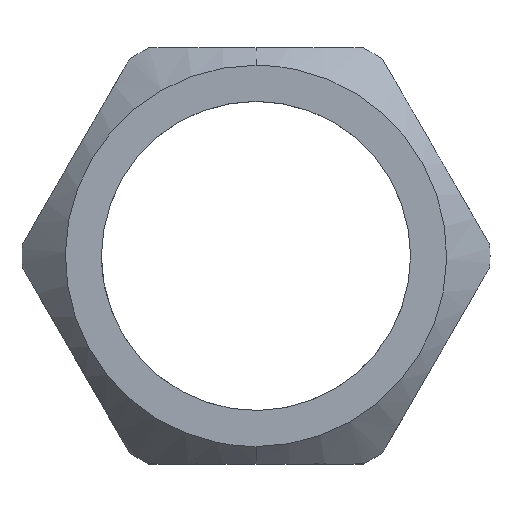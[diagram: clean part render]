
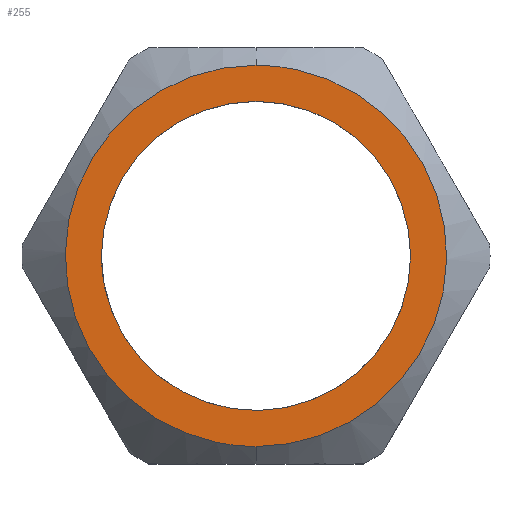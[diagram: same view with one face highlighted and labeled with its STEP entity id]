
A CAD part, top view. The second image highlights one B-rep face of the part: STEP entity #255.
In plain terms, the highlighted planar face has unit normal (0, 0, 1).
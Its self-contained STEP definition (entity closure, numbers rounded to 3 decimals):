
#184=AXIS2_PLACEMENT_3D('Plane Axis2P3D',#181,#182,#183) ;
#248=AXIS2_PLACEMENT_3D('Circle Axis2P3D',#246,#247,$) ;
#94=CARTESIAN_POINT('Control Point',(11.209,6.,2.5)) ;
#95=CARTESIAN_POINT('Control Point',(11.209,5.3,2.5)) ;
#96=CARTESIAN_POINT('Control Point',(11.071,4.599,2.5)) ;
#97=CARTESIAN_POINT('Control Point',(10.796,3.935,2.5)) ;
#98=CARTESIAN_POINT('Control Point',(10.,2.75,2.5)) ;
#99=CARTESIAN_POINT('Control Point',(8.815,1.954,2.5)) ;
#100=CARTESIAN_POINT('Control Point',(8.151,1.679,2.5)) ;
#101=CARTESIAN_POINT('Control Point',(6.75,1.404,2.5)) ;
#102=CARTESIAN_POINT('Control Point',(5.349,1.679,2.5)) ;
#103=CARTESIAN_POINT('Control Point',(4.685,1.954,2.5)) ;
#104=CARTESIAN_POINT('Control Point',(3.5,2.75,2.5)) ;
#105=CARTESIAN_POINT('Control Point',(2.704,3.935,2.5)) ;
#106=CARTESIAN_POINT('Control Point',(2.429,4.599,2.5)) ;
#107=CARTESIAN_POINT('Control Point',(2.292,5.3,2.5)) ;
#108=CARTESIAN_POINT('Control Point',(2.292,6.,2.5)) ;
#109=CARTESIAN_POINT('Vertex',(11.209,6.,2.5)) ;
#111=CARTESIAN_POINT('Vertex',(2.292,6.,2.5)) ;
#181=CARTESIAN_POINT('Axis2P3D Location',(6.75,6.,2.5)) ;
#187=CARTESIAN_POINT('Control Point',(6.75,11.5,2.5)) ;
#188=CARTESIAN_POINT('Control Point',(6.176,11.5,2.5)) ;
#189=CARTESIAN_POINT('Control Point',(5.601,11.425,2.5)) ;
#190=CARTESIAN_POINT('Control Point',(5.04,11.275,2.5)) ;
#191=CARTESIAN_POINT('Control Point',(3.969,10.832,2.5)) ;
#192=CARTESIAN_POINT('Control Point',(3.048,10.129,2.5)) ;
#193=CARTESIAN_POINT('Control Point',(2.636,9.719,2.5)) ;
#194=CARTESIAN_POINT('Control Point',(1.93,8.801,2.5)) ;
#195=CARTESIAN_POINT('Control Point',(1.482,7.732,2.5)) ;
#196=CARTESIAN_POINT('Control Point',(1.33,7.171,2.5)) ;
#197=CARTESIAN_POINT('Control Point',(1.175,6.023,2.5)) ;
#198=CARTESIAN_POINT('Control Point',(1.32,4.873,2.5)) ;
#199=CARTESIAN_POINT('Control Point',(1.468,4.311,2.5)) ;
#200=CARTESIAN_POINT('Control Point',(1.907,3.239,2.5)) ;
#201=CARTESIAN_POINT('Control Point',(2.606,2.315,2.5)) ;
#202=CARTESIAN_POINT('Control Point',(3.014,1.902,2.5)) ;
#203=CARTESIAN_POINT('Control Point',(3.93,1.191,2.5)) ;
#204=CARTESIAN_POINT('Control Point',(4.997,0.739,2.5)) ;
#205=CARTESIAN_POINT('Control Point',(5.557,0.585,2.5)) ;
#206=CARTESIAN_POINT('Control Point',(6.14,0.504,2.5)) ;
#207=CARTESIAN_POINT('Control Point',(6.723,0.5,2.5)) ;
#208=CARTESIAN_POINT('Control Point',(6.732,0.5,2.5)) ;
#209=CARTESIAN_POINT('Control Point',(6.741,0.5,2.5)) ;
#210=CARTESIAN_POINT('Control Point',(6.75,0.5,2.5)) ;
#211=CARTESIAN_POINT('Vertex',(6.75,11.5,2.5)) ;
#213=CARTESIAN_POINT('Vertex',(6.75,0.5,2.5)) ;
#217=CARTESIAN_POINT('Control Point',(6.75,0.5,2.5)) ;
#218=CARTESIAN_POINT('Control Point',(7.324,0.5,2.5)) ;
#219=CARTESIAN_POINT('Control Point',(7.899,0.575,2.5)) ;
#220=CARTESIAN_POINT('Control Point',(8.46,0.725,2.5)) ;
#221=CARTESIAN_POINT('Control Point',(9.531,1.168,2.5)) ;
#222=CARTESIAN_POINT('Control Point',(10.452,1.871,2.5)) ;
#223=CARTESIAN_POINT('Control Point',(10.864,2.281,2.5)) ;
#224=CARTESIAN_POINT('Control Point',(11.57,3.199,2.5)) ;
#225=CARTESIAN_POINT('Control Point',(12.018,4.268,2.5)) ;
#226=CARTESIAN_POINT('Control Point',(12.17,4.829,2.5)) ;
#227=CARTESIAN_POINT('Control Point',(12.325,5.977,2.5)) ;
#228=CARTESIAN_POINT('Control Point',(12.18,7.127,2.5)) ;
#229=CARTESIAN_POINT('Control Point',(12.032,7.689,2.5)) ;
#230=CARTESIAN_POINT('Control Point',(11.593,8.761,2.5)) ;
#231=CARTESIAN_POINT('Control Point',(10.894,9.685,2.5)) ;
#232=CARTESIAN_POINT('Control Point',(10.486,10.098,2.5)) ;
#233=CARTESIAN_POINT('Control Point',(9.57,10.809,2.5)) ;
#234=CARTESIAN_POINT('Control Point',(8.503,11.261,2.5)) ;
#235=CARTESIAN_POINT('Control Point',(7.943,11.415,2.5)) ;
#236=CARTESIAN_POINT('Control Point',(7.36,11.496,2.5)) ;
#237=CARTESIAN_POINT('Control Point',(6.777,11.5,2.5)) ;
#238=CARTESIAN_POINT('Control Point',(6.768,11.5,2.5)) ;
#239=CARTESIAN_POINT('Control Point',(6.759,11.5,2.5)) ;
#240=CARTESIAN_POINT('Control Point',(6.75,11.5,2.5)) ;
#246=CARTESIAN_POINT('Axis2P3D Location',(6.75,6.,2.5)) ;
#182=DIRECTION('Axis2P3D Direction',(0.,0.,-1.)) ;
#183=DIRECTION('Axis2P3D XDirection',(-1.,0.,0.)) ;
#247=DIRECTION('Axis2P3D Direction',(0.,0.,-1.)) ;
#243=ORIENTED_EDGE('',*,*,#215,.T.) ;
#244=ORIENTED_EDGE('',*,*,#241,.T.) ;
#252=ORIENTED_EDGE('',*,*,#113,.T.) ;
#253=ORIENTED_EDGE('',*,*,#250,.T.) ;
#254=FACE_BOUND('',#251,.T.) ;
#255=ADVANCED_FACE('Volumenk\X2\00F6\X0\rper2',(#245,#254),#185,.F.) ;
#93=B_SPLINE_CURVE_WITH_KNOTS('',5,(#94,#95,#96,#97,#98,#99,#100,#101,#102,#103,#104,#105,#106,#107,#108),.UNSPECIFIED.,.F.,.U.,(6,3,3,3,6),(-7.003,-3.502,0.,3.502,7.003),.UNSPECIFIED.) ;
#186=B_SPLINE_CURVE_WITH_KNOTS('',5,(#187,#188,#189,#190,#191,#192,#193,#194,#195,#196,#197,#198,#199,#200,#201,#202,#203,#204,#205,#206,#207,#208,#209,#210),.UNSPECIFIED.,.F.,.U.,(6,3,3,3,3,3,3,6),(0.,4.062,8.124,12.186,16.248,20.31,24.372,24.436),.UNSPECIFIED.) ;
#216=B_SPLINE_CURVE_WITH_KNOTS('',5,(#217,#218,#219,#220,#221,#222,#223,#224,#225,#226,#227,#228,#229,#230,#231,#232,#233,#234,#235,#236,#237,#238,#239,#240),.UNSPECIFIED.,.F.,.U.,(6,3,3,3,3,3,3,6),(0.,4.062,8.124,12.186,16.248,20.31,24.372,24.436),.UNSPECIFIED.) ;
#249=CIRCLE('generated circle',#248,4.458) ;
#113=EDGE_CURVE('',#110,#112,#93,.T.) ;
#215=EDGE_CURVE('',#212,#214,#186,.T.) ;
#241=EDGE_CURVE('',#214,#212,#216,.T.) ;
#250=EDGE_CURVE('',#112,#110,#249,.T.) ;
#242=EDGE_LOOP('',(#243,#244)) ;
#251=EDGE_LOOP('',(#252,#253)) ;
#245=FACE_OUTER_BOUND('',#242,.T.) ;
#185=PLANE('',#184) ;
#110=VERTEX_POINT('',#109) ;
#112=VERTEX_POINT('',#111) ;
#212=VERTEX_POINT('',#211) ;
#214=VERTEX_POINT('',#213) ;
